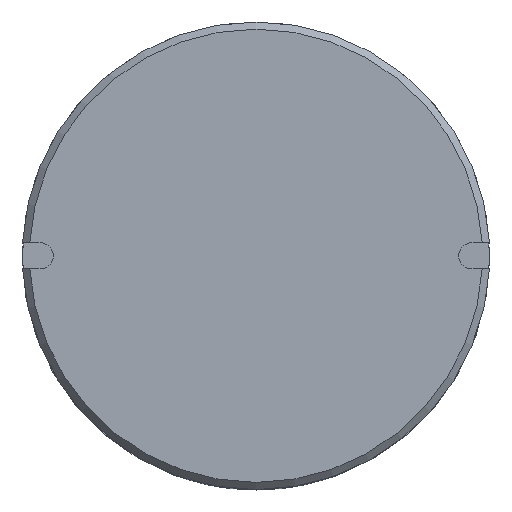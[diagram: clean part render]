
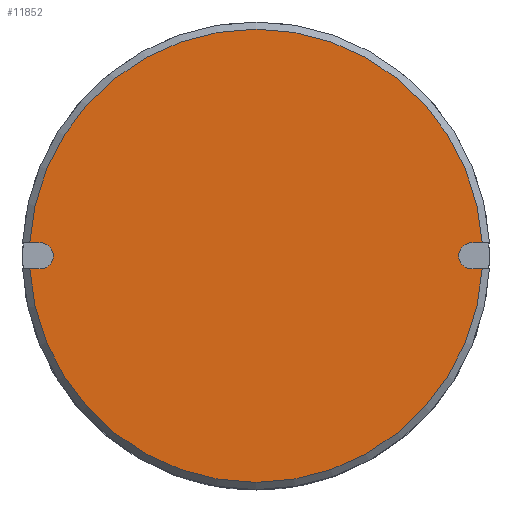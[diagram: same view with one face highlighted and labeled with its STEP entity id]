
A CAD part, top view. The second image highlights one B-rep face of the part: STEP entity #11852.
In plain terms, the highlighted planar face has unit normal (0, 0, 1).
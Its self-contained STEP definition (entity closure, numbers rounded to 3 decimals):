
#102 = VERTEX_POINT('',#103);
#103 = CARTESIAN_POINT('',(6.,-0.363,7.));
#109 = EDGE_CURVE('',#102,#110,#112,.T.);
#110 = VERTEX_POINT('',#111);
#111 = CARTESIAN_POINT('',(6.,0.363,7.));
#112 = CIRCLE('',#113,0.363);
#113 = AXIS2_PLACEMENT_3D('',#114,#115,#116);
#114 = CARTESIAN_POINT('',(6.,0.,7.));
#115 = DIRECTION('',(-0.,0.,-1.));
#116 = DIRECTION('',(0.,-1.,0.));
#144 = VERTEX_POINT('',#145);
#145 = CARTESIAN_POINT('',(6.005,-0.363,7.
    ));
#151 = EDGE_CURVE('',#144,#102,#152,.T.);
#152 = CIRCLE('',#153,0.363);
#153 = AXIS2_PLACEMENT_3D('',#154,#155,#156);
#154 = CARTESIAN_POINT('',(6.,0.,7.));
#155 = DIRECTION('',(0.,0.,-1.));
#156 = DIRECTION('',(0.,-1.,0.));
#217 = VERTEX_POINT('',#218);
#218 = CARTESIAN_POINT('',(-6.005,-0.363,
    7.));
#236 = VERTEX_POINT('',#237);
#237 = CARTESIAN_POINT('',(-6.,-0.363,7.));
#243 = EDGE_CURVE('',#236,#217,#244,.T.);
#244 = CIRCLE('',#245,0.363);
#245 = AXIS2_PLACEMENT_3D('',#246,#247,#248);
#246 = CARTESIAN_POINT('',(-6.,0.,7.));
#247 = DIRECTION('',(0.,0.,-1.));
#248 = DIRECTION('',(0.,1.,0.));
#268 = VERTEX_POINT('',#269);
#269 = CARTESIAN_POINT('',(-6.,0.363,7.));
#275 = EDGE_CURVE('',#268,#236,#276,.T.);
#276 = CIRCLE('',#277,0.363);
#277 = AXIS2_PLACEMENT_3D('',#278,#279,#280);
#278 = CARTESIAN_POINT('',(-6.,0.,7.));
#279 = DIRECTION('',(0.,0.,-1.));
#280 = DIRECTION('',(0.,1.,0.));
#11611 = VERTEX_POINT('',#11612);
#11612 = CARTESIAN_POINT('',(-6.29,0.359,7.));
#11627 = VERTEX_POINT('',#11628);
#11628 = CARTESIAN_POINT('',(-6.005,0.363,
    7.));
#11634 = EDGE_CURVE('',#11611,#11627,#11635,.T.);
#11635 = LINE('',#11636,#11637);
#11636 = CARTESIAN_POINT('',(-6.29,0.359,
    7.));
#11637 = VECTOR('',#11638,1.);
#11638 = DIRECTION('',(1.,0.014,
    0.));
#11674 = VERTEX_POINT('',#11675);
#11675 = CARTESIAN_POINT('',(6.005,0.363,7.
    ));
#11684 = VERTEX_POINT('',#11685);
#11685 = CARTESIAN_POINT('',(6.29,0.359,7.));
#11692 = EDGE_CURVE('',#11674,#11684,#11693,.T.);
#11693 = LINE('',#11694,#11695);
#11694 = CARTESIAN_POINT('',(6.005,0.363,
    7.));
#11695 = VECTOR('',#11696,1.);
#11696 = DIRECTION('',(1.,-0.014,
    0.));
#11706 = EDGE_CURVE('',#110,#11674,#11707,.T.);
#11707 = CIRCLE('',#11708,0.363);
#11708 = AXIS2_PLACEMENT_3D('',#11709,#11710,#11711);
#11709 = CARTESIAN_POINT('',(6.,0.,7.));
#11710 = DIRECTION('',(0.,0.,-1.));
#11711 = DIRECTION('',(0.,-1.,0.));
#11725 = EDGE_CURVE('',#11726,#144,#11728,.T.);
#11726 = VERTEX_POINT('',#11727);
#11727 = CARTESIAN_POINT('',(6.29,-0.359,
    7.));
#11728 = LINE('',#11729,#11730);
#11729 = CARTESIAN_POINT('',(6.29,-0.359,
    7.));
#11730 = VECTOR('',#11731,1.);
#11731 = DIRECTION('',(-1.,-0.014,
    0.));
#11778 = VERTEX_POINT('',#11779);
#11779 = CARTESIAN_POINT('',(-6.29,-0.359,
    7.));
#11786 = EDGE_CURVE('',#217,#11778,#11787,.T.);
#11787 = LINE('',#11788,#11789);
#11788 = CARTESIAN_POINT('',(-6.005,-0.363,
    7.));
#11789 = VECTOR('',#11790,1.);
#11790 = DIRECTION('',(-1.,0.014,
    0.));
#11803 = EDGE_CURVE('',#11627,#268,#11804,.T.);
#11804 = CIRCLE('',#11805,0.363);
#11805 = AXIS2_PLACEMENT_3D('',#11806,#11807,#11808);
#11806 = CARTESIAN_POINT('',(-6.,0.,7.));
#11807 = DIRECTION('',(0.,0.,-1.));
#11808 = DIRECTION('',(0.,1.,0.));
#11822 = EDGE_CURVE('',#11611,#11684,#11823,.T.);
#11823 = CIRCLE('',#11824,6.3);
#11824 = AXIS2_PLACEMENT_3D('',#11825,#11826,#11827);
#11825 = CARTESIAN_POINT('',(0.,0.,
    7.));
#11826 = DIRECTION('',(0.,0.,-1.));
#11827 = DIRECTION('',(1.,0.,0.));
#11841 = EDGE_CURVE('',#11726,#11778,#11842,.T.);
#11842 = CIRCLE('',#11843,6.3);
#11843 = AXIS2_PLACEMENT_3D('',#11844,#11845,#11846);
#11844 = CARTESIAN_POINT('',(0.,0.,
    7.));
#11845 = DIRECTION('',(0.,0.,-1.));
#11846 = DIRECTION('',(0.,1.,0.));
#11852 = ADVANCED_FACE('',(#11853),#11867,.T.);
#11853 = FACE_BOUND('',#11854,.T.);
#11854 = EDGE_LOOP('',(#11855,#11856,#11857,#11858,#11859,#11860,#11861,
    #11862,#11863,#11864,#11865,#11866));
#11855 = ORIENTED_EDGE('',*,*,#11692,.T.);
#11856 = ORIENTED_EDGE('',*,*,#11822,.F.);
#11857 = ORIENTED_EDGE('',*,*,#11634,.T.);
#11858 = ORIENTED_EDGE('',*,*,#11803,.T.);
#11859 = ORIENTED_EDGE('',*,*,#275,.T.);
#11860 = ORIENTED_EDGE('',*,*,#243,.T.);
#11861 = ORIENTED_EDGE('',*,*,#11786,.T.);
#11862 = ORIENTED_EDGE('',*,*,#11841,.F.);
#11863 = ORIENTED_EDGE('',*,*,#11725,.T.);
#11864 = ORIENTED_EDGE('',*,*,#151,.T.);
#11865 = ORIENTED_EDGE('',*,*,#109,.T.);
#11866 = ORIENTED_EDGE('',*,*,#11706,.T.);
#11867 = PLANE('',#11868);
#11868 = AXIS2_PLACEMENT_3D('',#11869,#11870,#11871);
#11869 = CARTESIAN_POINT('',(0.,0.,
    7.));
#11870 = DIRECTION('',(0.,0.,1.));
#11871 = DIRECTION('',(0.,-1.,0.));
